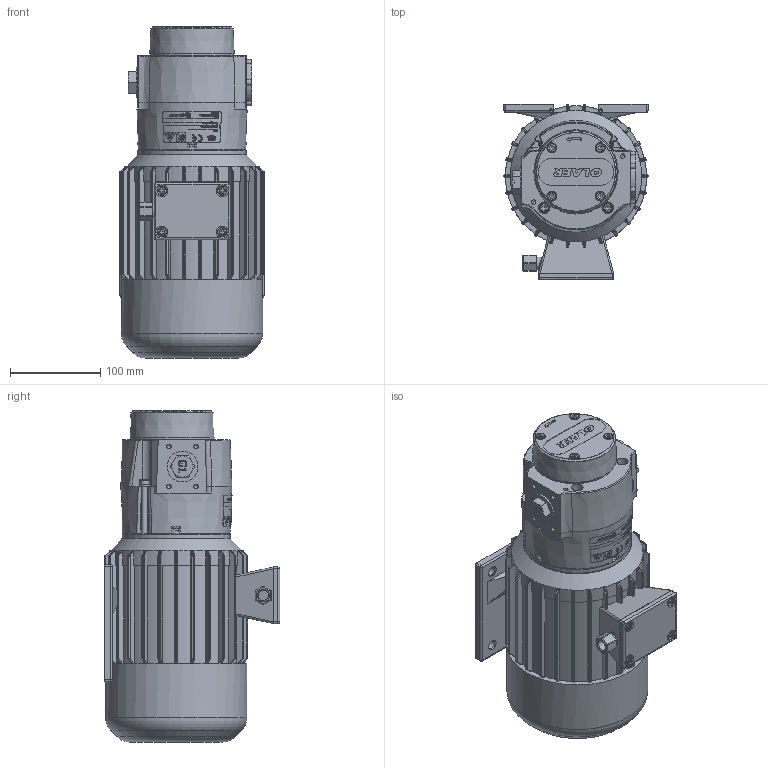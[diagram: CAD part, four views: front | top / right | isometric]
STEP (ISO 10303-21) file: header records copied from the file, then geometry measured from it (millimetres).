
FILE_DESCRIPTION(/* description */ ('Unknown'),/* implementation_level */ '2;1');
FILE_NAME(/* name */ 'QPM3 20-4-0,75',/* time_stamp */ '2016-11-10T09:21:43+01:00',/* author */ ('Unknown'),/* organization */ ('Unknown'),/* preprocessor_version */ 'ST-DEVELOPER v16',/* originating_system */ 'DEX',/* authorisation */ $);
FILE_SCHEMA (('AUTOMOTIVE_DESIGN {1 0 10303 214 3 1 1}'));
Products named in the file (1): STEP_58632001A
Bounding box: 160 x 195 x 368.8 mm (x, y, z)
Volume: 2333.7 mm3; surface area: 438809.6 mm2
Topology: 23 solids, 24 shells, 4537 faces, 11722 edges, 7201 vertices
Faces by surface type: plane 1653, bspline 1154, cylinder 860, cone 361, torus 274, sphere 235
Full cylindrical faces by diameter (mm): 2 x2, 2.792 x1, 3.192 x1, 4 x10, 4.917 x11, 6 x12, 6.2 x4, 6.4 x4, 6.5 x2, 7 x4, 9.8 x4, 10 x12, 11 x4, 11.667 x1, 12 x4, 13 x2, 14 x3, 14.3 x1, 14.325 x1, 14.4 x1, 16 x1, 16.4 x1, 17 x2, 19 x3, 19.3 x2, 20.2 x1, 21.5 x1, 22 x2, 24 x1, 24.5 x1
Entity records: 201250 total; most frequent: CARTESIAN_POINT 69417, ORIENTED_EDGE 22050, DIRECTION 18247, EDGE_CURVE 11025, VERTEX_POINT 7070, AXIS2_PLACEMENT_3D 6892, FACE_BOUND 5195, EDGE_LOOP 5169
